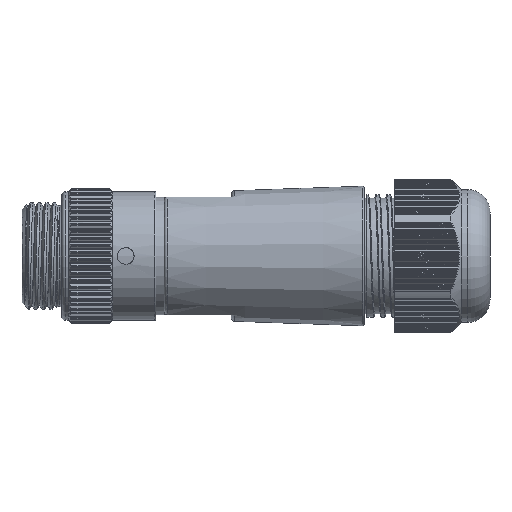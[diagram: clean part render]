
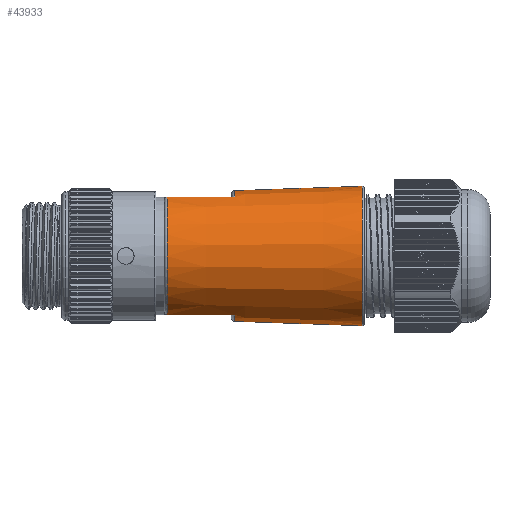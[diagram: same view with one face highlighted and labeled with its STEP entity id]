
A CAD part, front view. The second image highlights one B-rep face of the part: STEP entity #43933.
In plain terms, the highlighted conical face has half-angle 2 degrees and reference radius 14.528 mm.
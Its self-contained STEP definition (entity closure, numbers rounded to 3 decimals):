
#840 = ORIENTED_EDGE ( 'NONE', *, *, #26599, .T. ) ;
#899 = ORIENTED_EDGE ( 'NONE', *, *, #56121, .T. ) ;
#1699 = DIRECTION ( 'NONE',  ( 0.999, 0., 0.035 ) ) ;
#2609 = EDGE_CURVE ( 'NONE', #26047, #54480, #54846, .T. ) ;
#5203 = CARTESIAN_POINT ( 'NONE',  ( 19.206, -4.583, 12.281 ) ) ;
#6861 = CARTESIAN_POINT ( 'NONE',  ( 19.206, -4.583, -12.281 ) ) ;
#7287 = VERTEX_POINT ( 'NONE', #28981 ) ;
#9056 = EDGE_LOOP ( 'NONE', ( #24529, #840, #9429, #38466, #14303, #899, #15074, #48177 ) ) ;
#9429 = ORIENTED_EDGE ( 'NONE', *, *, #2609, .T. ) ;
#10695 = CARTESIAN_POINT ( 'NONE',  ( 33.287, -5.843, -12.281 ) ) ;
#12796 = VECTOR ( 'NONE', #1699, 1000. ) ;
#13408 = EDGE_CURVE ( 'NONE', #56304, #17163, #23905, .T. ) ;
#13611 = AXIS2_PLACEMENT_3D ( 'NONE', #43452, #15810, #48118 ) ;
#14303 = ORIENTED_EDGE ( 'NONE', *, *, #36364, .T. ) ;
#14462 = CARTESIAN_POINT ( 'NONE',  ( 59.855, 0., 0. ) ) ;
#14543 = EDGE_CURVE ( 'NONE', #33759, #17163, #23625, .T. ) ;
#15074 = ORIENTED_EDGE ( 'NONE', *, *, #42508, .T. ) ;
#15810 = DIRECTION ( 'NONE',  ( 1., 0., 0. ) ) ;
#16682 = LINE ( 'NONE', #23139, #50677 ) ;
#17163 = VERTEX_POINT ( 'NONE', #56604 ) ;
#18014 = B_SPLINE_CURVE_WITH_KNOTS ( 'NONE', 3,
 ( #6861, #39311, #48662, #20978 ),
 .UNSPECIFIED., .F., .F.,
 ( 4, 4 ),
 ( 0.022, 0.037 ),
 .UNSPECIFIED. ) ;
#18150 = DIRECTION ( 'NONE',  ( 1., 0., 0. ) ) ;
#19110 = DIRECTION ( 'NONE',  ( 0., 0., 1. ) ) ;
#20978 = CARTESIAN_POINT ( 'NONE',  ( 33.287, -5.843, -12.281 ) ) ;
#22163 = CARTESIAN_POINT ( 'NONE',  ( 19.206, -4.583, 12.281 ) ) ;
#23139 = CARTESIAN_POINT ( 'NONE',  ( 59.855, 0., -14.528 ) ) ;
#23370 = CARTESIAN_POINT ( 'NONE',  ( 33.287, -5.843, 12.281 ) ) ;
#23575 = CARTESIAN_POINT ( 'NONE',  ( 28.59, -5.461, 12.281 ) ) ;
#23625 = LINE ( 'NONE', #24746, #12796 ) ;
#23905 = CIRCLE ( 'NONE', #26600, 14.528 ) ;
#24529 = ORIENTED_EDGE ( 'NONE', *, *, #14543, .F. ) ;
#24540 = AXIS2_PLACEMENT_3D ( 'NONE', #45776, #18150, #50485 ) ;
#24746 = CARTESIAN_POINT ( 'NONE',  ( 59.855, 0., 14.528 ) ) ;
#26047 = VERTEX_POINT ( 'NONE', #41265 ) ;
#26599 = EDGE_CURVE ( 'NONE', #33759, #26047, #30731, .T. ) ;
#26600 = AXIS2_PLACEMENT_3D ( 'NONE', #14462, #46726, #19110 ) ;
#27245 = CIRCLE ( 'NONE', #24540, 13.6 ) ;
#27329 = CARTESIAN_POINT ( 'NONE',  ( 19.206, 0., 0. ) ) ;
#28119 = CARTESIAN_POINT ( 'NONE',  ( 59.855, 0., -14.528 ) ) ;
#28575 = DIRECTION ( 'NONE',  ( 1., 0., 0. ) ) ;
#28981 = CARTESIAN_POINT ( 'NONE',  ( 19.206, -4.583, -12.281 ) ) ;
#30731 = CIRCLE ( 'NONE', #13611, 13.6 ) ;
#31455 = CARTESIAN_POINT ( 'NONE',  ( 33.287, 0., -13.6 ) ) ;
#32003 = DIRECTION ( 'NONE',  ( 0., 0., 1. ) ) ;
#32746 = CONICAL_SURFACE ( 'NONE', #38106, 14.528, 0.035 ) ;
#32831 = CARTESIAN_POINT ( 'NONE',  ( 23.894, -5.051, 12.281 ) ) ;
#33759 = VERTEX_POINT ( 'NONE', #59547 ) ;
#36364 = EDGE_CURVE ( 'NONE', #7287, #37110, #18014, .T. ) ;
#37110 = VERTEX_POINT ( 'NONE', #10695 ) ;
#38106 = AXIS2_PLACEMENT_3D ( 'NONE', #56333, #28575, #47169 ) ;
#38466 = ORIENTED_EDGE ( 'NONE', *, *, #51259, .F. ) ;
#38577 = FACE_OUTER_BOUND ( 'NONE', #9056, .T. ) ;
#39311 = CARTESIAN_POINT ( 'NONE',  ( 23.895, -5.052, -12.281 ) ) ;
#41265 = CARTESIAN_POINT ( 'NONE',  ( 33.287, -5.843, 12.281 ) ) ;
#41678 = DIRECTION ( 'NONE',  ( 0.999, 0., -0.035 ) ) ;
#42508 = EDGE_CURVE ( 'NONE', #57321, #56304, #16682, .T. ) ;
#43452 = CARTESIAN_POINT ( 'NONE',  ( 33.287, 0., 0. ) ) ;
#43933 = ADVANCED_FACE ( 'NONE', ( #38577 ), #32746, .T. ) ;
#45776 = CARTESIAN_POINT ( 'NONE',  ( 33.287, 0., 0. ) ) ;
#46726 = DIRECTION ( 'NONE',  ( -1., 0., 0. ) ) ;
#47169 = DIRECTION ( 'NONE',  ( 0., 0., -1. ) ) ;
#48118 = DIRECTION ( 'NONE',  ( 0., 0., 1. ) ) ;
#48177 = ORIENTED_EDGE ( 'NONE', *, *, #13408, .T. ) ;
#48662 = CARTESIAN_POINT ( 'NONE',  ( 28.59, -5.461, -12.281 ) ) ;
#50485 = DIRECTION ( 'NONE',  ( 0., 0., 1. ) ) ;
#50677 = VECTOR ( 'NONE', #41678, 1000. ) ;
#51259 = EDGE_CURVE ( 'NONE', #7287, #54480, #56184, .T. ) ;
#54480 = VERTEX_POINT ( 'NONE', #22163 ) ;
#54846 = B_SPLINE_CURVE_WITH_KNOTS ( 'NONE', 3,
 ( #23370, #23575, #32831, #5203 ),
 .UNSPECIFIED., .F., .F.,
 ( 4, 4 ),
 ( 0.015, 0.029 ),
 .UNSPECIFIED. ) ;
#56121 = EDGE_CURVE ( 'NONE', #37110, #57321, #27245, .T. ) ;
#56184 = CIRCLE ( 'NONE', #56841, 13.108 ) ;
#56304 = VERTEX_POINT ( 'NONE', #28119 ) ;
#56333 = CARTESIAN_POINT ( 'NONE',  ( 59.855, 0., 0. ) ) ;
#56604 = CARTESIAN_POINT ( 'NONE',  ( 59.855, 0., 14.528 ) ) ;
#56841 = AXIS2_PLACEMENT_3D ( 'NONE', #27329, #59733, #32003 ) ;
#57321 = VERTEX_POINT ( 'NONE', #31455 ) ;
#59547 = CARTESIAN_POINT ( 'NONE',  ( 33.287, 0., 13.6 ) ) ;
#59733 = DIRECTION ( 'NONE',  ( -1., 0., 0. ) ) ;
